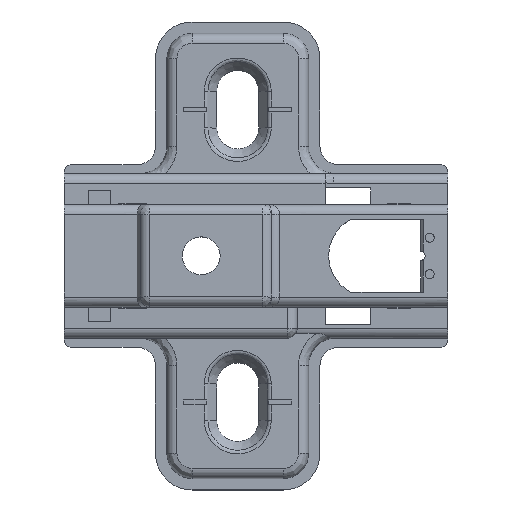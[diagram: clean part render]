
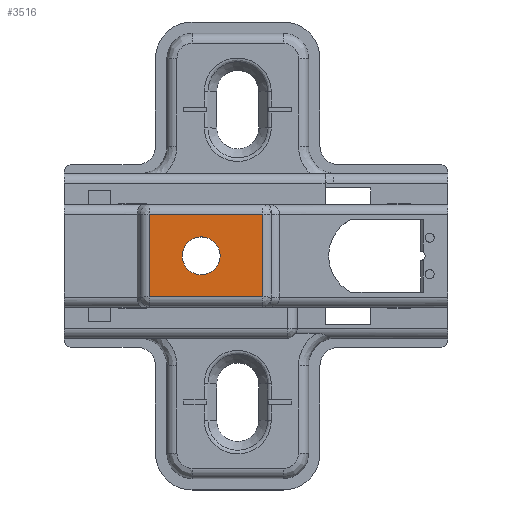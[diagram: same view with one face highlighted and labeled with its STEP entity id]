
A CAD part, top view. The second image highlights one B-rep face of the part: STEP entity #3516.
In plain terms, the highlighted planar face has unit normal (0, 0, 1).
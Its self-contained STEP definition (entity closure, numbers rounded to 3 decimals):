
#131 = VECTOR ( 'NONE', #4914, 1000. ) ;
#278 = AXIS2_PLACEMENT_3D ( 'NONE', #9569, #575, #5452 ) ;
#294 = EDGE_CURVE ( 'NONE', #3531, #4675, #6293, .T. ) ;
#575 = DIRECTION ( 'NONE',  ( 0., 0., 1. ) ) ;
#663 = CARTESIAN_POINT ( 'NONE',  ( 21.696, -4.5, 8.9 ) ) ;
#935 = EDGE_CURVE ( 'NONE', #10303, #1748, #2069, .T. ) ;
#1307 = EDGE_LOOP ( 'NONE', ( #3453, #8408 ) ) ;
#1438 = PLANE ( 'NONE',  #278 ) ;
#1443 = CARTESIAN_POINT ( 'NONE',  ( 9.304, 4.5, 8.9 ) ) ;
#1478 = CIRCLE ( 'NONE', #9784, 2.075 ) ;
#1748 = VERTEX_POINT ( 'NONE', #10540 ) ;
#2003 = EDGE_CURVE ( 'NONE', #2503, #10303, #4632, .T. ) ;
#2069 = LINE ( 'NONE', #6079, #8985 ) ;
#2177 = ORIENTED_EDGE ( 'NONE', *, *, #935, .T. ) ;
#2209 = EDGE_CURVE ( 'NONE', #4011, #2503, #2387, .T. ) ;
#2387 = LINE ( 'NONE', #10712, #6638 ) ;
#2407 = ORIENTED_EDGE ( 'NONE', *, *, #2003, .T. ) ;
#2429 = CARTESIAN_POINT ( 'NONE',  ( 15., 0., 8.9 ) ) ;
#2503 = VERTEX_POINT ( 'NONE', #9178 ) ;
#2513 = EDGE_LOOP ( 'NONE', ( #3961, #2831, #2407, #2177 ) ) ;
#2717 = DIRECTION ( 'NONE',  ( 0., 1., 0. ) ) ;
#2831 = ORIENTED_EDGE ( 'NONE', *, *, #2209, .T. ) ;
#3012 = FACE_OUTER_BOUND ( 'NONE', #2513, .T. ) ;
#3170 = AXIS2_PLACEMENT_3D ( 'NONE', #3885, #5470, #6231 ) ;
#3253 = EDGE_CURVE ( 'NONE', #4675, #3531, #1478, .T. ) ;
#3275 = LINE ( 'NONE', #9890, #131 ) ;
#3453 = ORIENTED_EDGE ( 'NONE', *, *, #3253, .F. ) ;
#3516 = ADVANCED_FACE ( 'NONE', ( #8102, #3012 ), #1438, .T. ) ;
#3531 = VERTEX_POINT ( 'NONE', #8756 ) ;
#3885 = CARTESIAN_POINT ( 'NONE',  ( 15., 0., 8.9 ) ) ;
#3961 = ORIENTED_EDGE ( 'NONE', *, *, #6611, .T. ) ;
#4011 = VERTEX_POINT ( 'NONE', #1443 ) ;
#4475 = CARTESIAN_POINT ( 'NONE',  ( 15.5, -4.5, 8.9 ) ) ;
#4632 = LINE ( 'NONE', #4475, #9744 ) ;
#4675 = VERTEX_POINT ( 'NONE', #9500 ) ;
#4914 = DIRECTION ( 'NONE',  ( -1., 0., 0. ) ) ;
#5452 = DIRECTION ( 'NONE',  ( 1., 0., 0. ) ) ;
#5470 = DIRECTION ( 'NONE',  ( 0., 0., 1. ) ) ;
#6079 = CARTESIAN_POINT ( 'NONE',  ( 21.696, 0., 8.9 ) ) ;
#6231 = DIRECTION ( 'NONE',  ( 1., 0., 0. ) ) ;
#6293 = CIRCLE ( 'NONE', #3170, 2.075 ) ;
#6497 = DIRECTION ( 'NONE',  ( 0., -1., 0. ) ) ;
#6611 = EDGE_CURVE ( 'NONE', #1748, #4011, #3275, .T. ) ;
#6638 = VECTOR ( 'NONE', #6497, 1000. ) ;
#7411 = DIRECTION ( 'NONE',  ( 0., 0., 1. ) ) ;
#7945 = DIRECTION ( 'NONE',  ( 1., 0., 0. ) ) ;
#8102 = FACE_BOUND ( 'NONE', #1307, .T. ) ;
#8408 = ORIENTED_EDGE ( 'NONE', *, *, #294, .F. ) ;
#8431 = DIRECTION ( 'NONE',  ( 1., 0., 0. ) ) ;
#8756 = CARTESIAN_POINT ( 'NONE',  ( 12.925, 0., 8.9 ) ) ;
#8985 = VECTOR ( 'NONE', #2717, 1000. ) ;
#9178 = CARTESIAN_POINT ( 'NONE',  ( 9.304, -4.5, 8.9 ) ) ;
#9500 = CARTESIAN_POINT ( 'NONE',  ( 17.075, 0., 8.9 ) ) ;
#9569 = CARTESIAN_POINT ( 'NONE',  ( 9.304, -4.5, 8.9 ) ) ;
#9744 = VECTOR ( 'NONE', #7945, 1000. ) ;
#9784 = AXIS2_PLACEMENT_3D ( 'NONE', #2429, #7411, #8431 ) ;
#9890 = CARTESIAN_POINT ( 'NONE',  ( 15.5, 4.5, 8.9 ) ) ;
#10303 = VERTEX_POINT ( 'NONE', #663 ) ;
#10540 = CARTESIAN_POINT ( 'NONE',  ( 21.696, 4.5, 8.9 ) ) ;
#10712 = CARTESIAN_POINT ( 'NONE',  ( 9.304, 0., 8.9 ) ) ;
